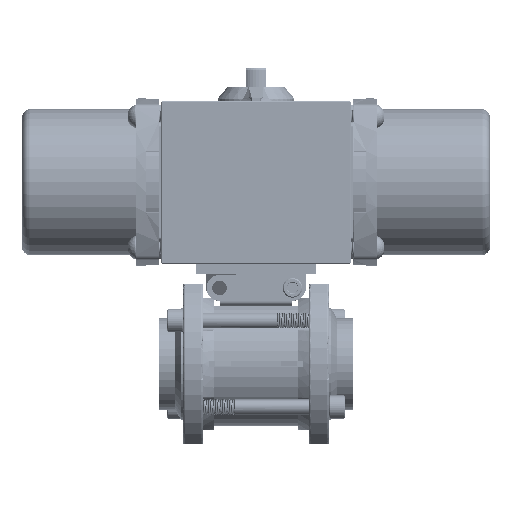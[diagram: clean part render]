
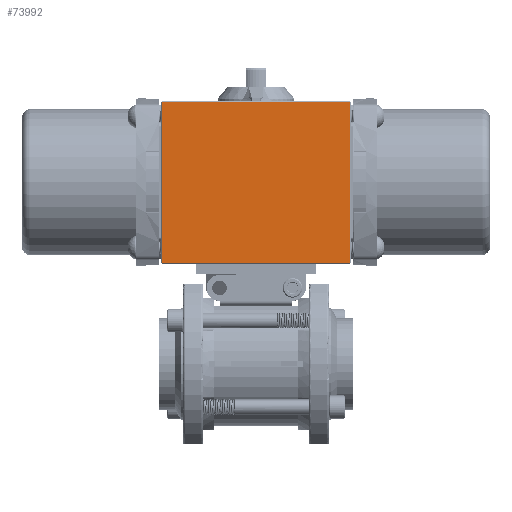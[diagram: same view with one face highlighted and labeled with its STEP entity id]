
A CAD part, top view. The second image highlights one B-rep face of the part: STEP entity #73992.
In plain terms, the highlighted planar face has unit normal (0, 0, 1).
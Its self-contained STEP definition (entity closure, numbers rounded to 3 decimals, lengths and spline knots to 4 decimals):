
#4574 = VECTOR ( 'NONE', #51353, 39.3701 ) ;
#7255 = VECTOR ( 'NONE', #29861, 39.3701 ) ;
#7978 = CARTESIAN_POINT ( 'NONE',  ( 2.253, 2.423, 1.55 ) ) ;
#26694 = DIRECTION ( 'NONE',  ( 0., -1., 0. ) ) ;
#29861 = DIRECTION ( 'NONE',  ( 1., 0., 0. ) ) ;
#32245 = VERTEX_POINT ( 'NONE', #45962 ) ;
#33235 = DIRECTION ( 'NONE',  ( -1., 0., 0. ) ) ;
#36504 = CARTESIAN_POINT ( 'NONE',  ( -2.253, 6.283, 1.55 ) ) ;
#41718 = FACE_OUTER_BOUND ( 'NONE', #58964, .T. ) ;
#45962 = CARTESIAN_POINT ( 'NONE',  ( 2.253, 6.283, 1.55 ) ) ;
#48395 = VECTOR ( 'NONE', #33235, 39.3701 ) ;
#49654 = VECTOR ( 'NONE', #134388, 39.3701 ) ;
#51353 = DIRECTION ( 'NONE',  ( 0., -1., 0. ) ) ;
#51752 = LINE ( 'NONE', #96405, #7255 ) ;
#58964 = EDGE_LOOP ( 'NONE', ( #125607, #177036, #115935, #215957 ) ) ;
#59502 = CARTESIAN_POINT ( 'NONE',  ( -2.273, 6.303, 1.55 ) ) ;
#73767 = EDGE_CURVE ( 'NONE', #169216, #32245, #133478, .T. ) ;
#73992 = ADVANCED_FACE ( 'NONE', ( #41718 ), #140868, .F. ) ;
#83762 = CARTESIAN_POINT ( 'NONE',  ( 2.253, 6.303, 1.55 ) ) ;
#94241 = CARTESIAN_POINT ( 'NONE',  ( -2.253, 2.423, 1.55 ) ) ;
#96405 = CARTESIAN_POINT ( 'NONE',  ( -2.273, 2.423, 1.55 ) ) ;
#99517 = EDGE_CURVE ( 'NONE', #32245, #130510, #126935, .T. ) ;
#99854 = AXIS2_PLACEMENT_3D ( 'NONE', #59502, #126873, #26694 ) ;
#101076 = CARTESIAN_POINT ( 'NONE',  ( -2.253, 2.403, 1.55 ) ) ;
#115935 = ORIENTED_EDGE ( 'NONE', *, *, #156410, .T. ) ;
#125607 = ORIENTED_EDGE ( 'NONE', *, *, #73767, .T. ) ;
#125896 = EDGE_CURVE ( 'NONE', #217003, #169216, #51752, .T. ) ;
#126873 = DIRECTION ( 'NONE',  ( 0., 0., -1. ) ) ;
#126935 = LINE ( 'NONE', #150334, #48395 ) ;
#130510 = VERTEX_POINT ( 'NONE', #36504 ) ;
#133478 = LINE ( 'NONE', #83762, #49654 ) ;
#134388 = DIRECTION ( 'NONE',  ( 0., 1., 0. ) ) ;
#140868 = PLANE ( 'NONE',  #99854 ) ;
#150334 = CARTESIAN_POINT ( 'NONE',  ( -2.273, 6.283, 1.55 ) ) ;
#156410 = EDGE_CURVE ( 'NONE', #130510, #217003, #182492, .T. ) ;
#169216 = VERTEX_POINT ( 'NONE', #7978 ) ;
#177036 = ORIENTED_EDGE ( 'NONE', *, *, #99517, .T. ) ;
#182492 = LINE ( 'NONE', #101076, #4574 ) ;
#215957 = ORIENTED_EDGE ( 'NONE', *, *, #125896, .T. ) ;
#217003 = VERTEX_POINT ( 'NONE', #94241 ) ;
